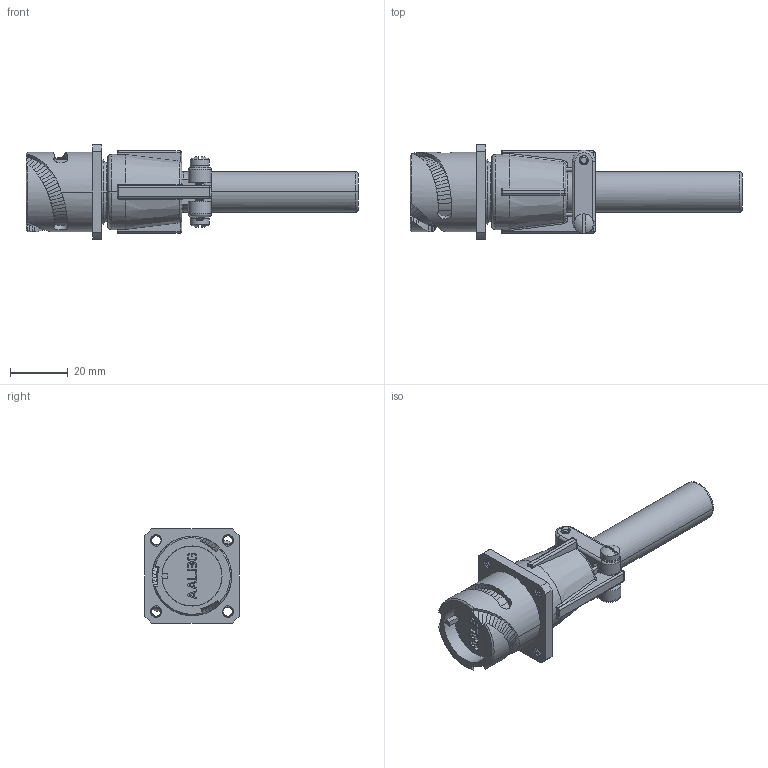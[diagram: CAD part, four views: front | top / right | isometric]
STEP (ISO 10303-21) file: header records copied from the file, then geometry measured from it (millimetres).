
FILE_DESCRIPTION((''),'2;1');
FILE_NAME('VG95234J-16_SW0001','2023-03-06T14:40:07',('paultorloting'),('NET AG system integration'),'CREO PARAMETRIC BY PTC INC, 2021404','CREO PARAMETRIC BY PTC INC, 2021404','');
FILE_SCHEMA(('AUTOMOTIVE_DESIGN { 1 0 10303 214 1 1 1 1 }'));
Length unit declared in the file: millimetre
Products named in the file (1): VG95234J-16_SW0001
Bounding box: 114.67 x 32.51 x 32.51 mm (x, y, z)
Volume: 33079.1 mm3; surface area: 15909.2 mm2
Topology: 1 solids, 1 shells, 956 faces, 2540 edges, 1607 vertices
Faces by surface type: plane 374, bspline 277, cylinder 218, cone 41, torus 38, sphere 8
Entity records: 56644 total; most frequent: CARTESIAN_POINT 29823, ORIENTED_EDGE 5072, DIRECTION 3481, EDGE_CURVE 2536, VERTEX_POINT 1605, VECTOR 1360, LINE 1360, AXIS2_PLACEMENT_3D 1059
